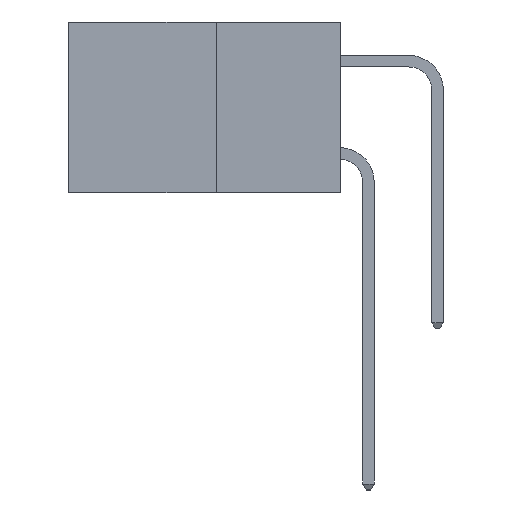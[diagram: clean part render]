
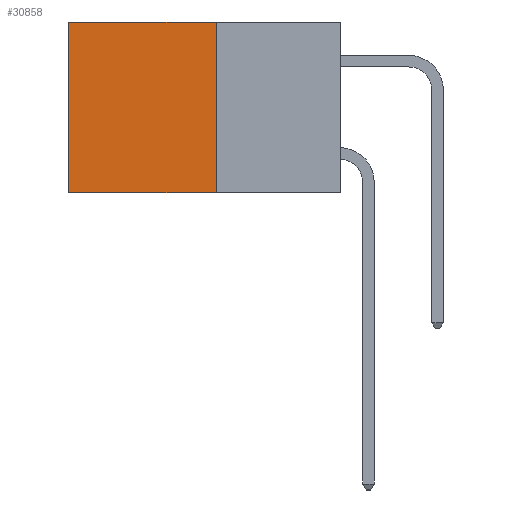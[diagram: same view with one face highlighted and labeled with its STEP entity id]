
A CAD part, left-side view. The second image highlights one B-rep face of the part: STEP entity #30858.
In plain terms, the highlighted planar face has unit normal (-1, 0, 0).
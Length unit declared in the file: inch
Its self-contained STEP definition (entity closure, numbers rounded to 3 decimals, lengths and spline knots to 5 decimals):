
#1368 = EDGE_CURVE ( 'NONE', #18370, #11843, #15822, .T. ) ;
#1837 = DIRECTION ( 'NONE',  ( 0., 0., -1. ) ) ;
#2105 = DIRECTION ( 'NONE',  ( 0., 1., 0. ) ) ;
#3169 = CARTESIAN_POINT ( 'NONE',  ( 0.277, 0.27, -0.37 ) ) ;
#3665 = ORIENTED_EDGE ( 'NONE', *, *, #1368, .F. ) ;
#4171 = EDGE_CURVE ( 'NONE', #14274, #18370, #6420, .T. ) ;
#4193 = PLANE ( 'NONE',  #20696 ) ;
#4276 = DIRECTION ( 'NONE',  ( 0., 0., -1. ) ) ;
#6420 = LINE ( 'NONE', #3169, #25034 ) ;
#7511 = CARTESIAN_POINT ( 'NONE',  ( 0.277, 0.59, 0. ) ) ;
#8271 = ORIENTED_EDGE ( 'NONE', *, *, #14048, .T. ) ;
#9079 = CARTESIAN_POINT ( 'NONE',  ( 0.277, 0.59, -0.37 ) ) ;
#10033 = CARTESIAN_POINT ( 'NONE',  ( 0.277, 0.27, 0. ) ) ;
#10762 = EDGE_CURVE ( 'NONE', #14274, #25568, #21240, .T. ) ;
#11215 = CARTESIAN_POINT ( 'NONE',  ( 0.277, 0.59, -0.37 ) ) ;
#11843 = VERTEX_POINT ( 'NONE', #11215 ) ;
#13073 = ORIENTED_EDGE ( 'NONE', *, *, #10762, .T. ) ;
#14048 = EDGE_CURVE ( 'NONE', #25568, #11843, #21067, .T. ) ;
#14098 = CARTESIAN_POINT ( 'NONE',  ( 0.277, 0.27, -0.37 ) ) ;
#14274 = VERTEX_POINT ( 'NONE', #10033 ) ;
#14987 = ORIENTED_EDGE ( 'NONE', *, *, #4171, .F. ) ;
#15073 = VECTOR ( 'NONE', #21018, 39.37008 ) ;
#15534 = VECTOR ( 'NONE', #2105, 39.37008 ) ;
#15822 = LINE ( 'NONE', #20714, #15073 ) ;
#16402 = DIRECTION ( 'NONE',  ( 1., 0., 0. ) ) ;
#17701 = DIRECTION ( 'NONE',  ( 0., 0., -1. ) ) ;
#18370 = VERTEX_POINT ( 'NONE', #14098 ) ;
#20517 = FACE_OUTER_BOUND ( 'NONE', #30172, .T. ) ;
#20696 = AXIS2_PLACEMENT_3D ( 'NONE', #30898, #16402, #1837 ) ;
#20714 = CARTESIAN_POINT ( 'NONE',  ( 0.277, 0.27, -0.37 ) ) ;
#21018 = DIRECTION ( 'NONE',  ( 0., 1., 0. ) ) ;
#21067 = LINE ( 'NONE', #9079, #26713 ) ;
#21240 = LINE ( 'NONE', #26296, #15534 ) ;
#25034 = VECTOR ( 'NONE', #17701, 39.37008 ) ;
#25568 = VERTEX_POINT ( 'NONE', #7511 ) ;
#26296 = CARTESIAN_POINT ( 'NONE',  ( 0.277, 0.27, 0. ) ) ;
#26713 = VECTOR ( 'NONE', #4276, 39.37008 ) ;
#30172 = EDGE_LOOP ( 'NONE', ( #8271, #3665, #14987, #13073 ) ) ;
#30858 = ADVANCED_FACE ( 'NONE', ( #20517 ), #4193, .F. ) ;
#30898 = CARTESIAN_POINT ( 'NONE',  ( 0.277, 0.27, -0.37 ) ) ;
